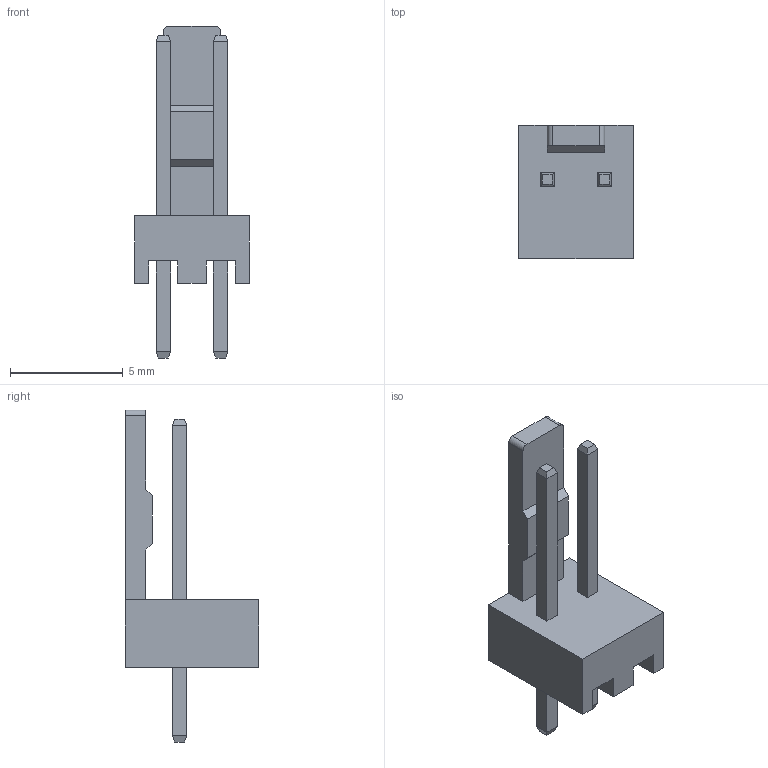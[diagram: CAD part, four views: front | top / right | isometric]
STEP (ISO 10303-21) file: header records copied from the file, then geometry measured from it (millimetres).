
FILE_DESCRIPTION (( 'STEP AP214' ), '1' );
FILE_NAME ('44296ED5-A77D-461A-A4DD-594F2F551BD6.STEP', '2023-06-09T21:32:01', ( '' ), ( '' ), 'SwSTEP 2.0', 'SolidWorks 2022', '' );
FILE_SCHEMA (( 'AUTOMOTIVE_DESIGN' ));
Length unit declared in the file: millimetre
Products named in the file (1): 44296ED5-A77D-461A-A4DD-594F2F551BD6
Bounding box: 5.08 x 5.9 x 14.7 mm (x, y, z)
Volume: 105.5 mm3; surface area: 265.7 mm2
Topology: 1 solids, 1 shells, 60 faces, 146 edges, 92 vertices
Faces by surface type: plane 58, cylinder 2
Entity records: 2004 total; most frequent: CARTESIAN_POINT 299, ORIENTED_EDGE 292, DIRECTION 272, EDGE_CURVE 146, VECTOR 142, LINE 142, VERTEX_POINT 92, AXIS2_PLACEMENT_3D 65
